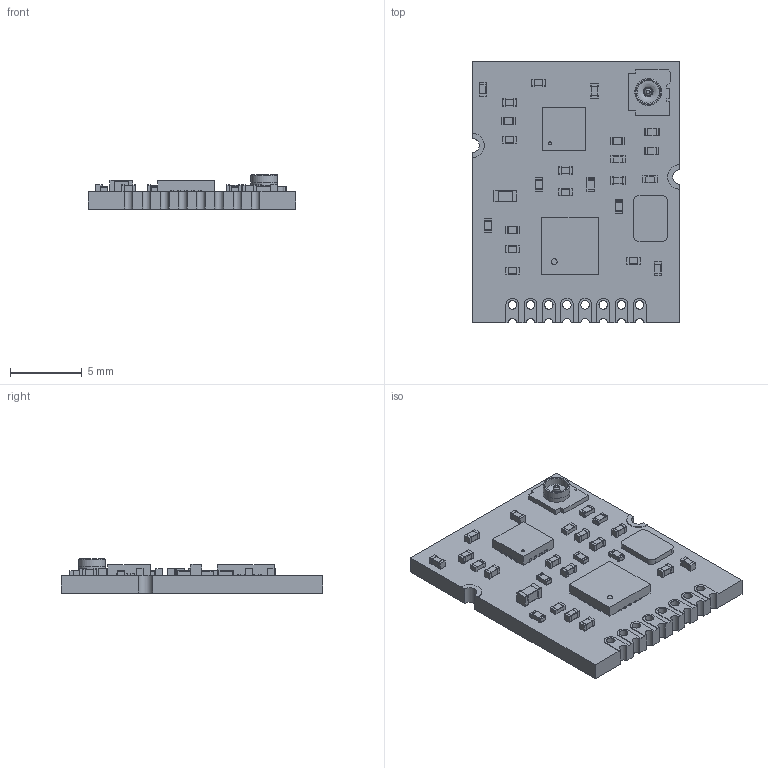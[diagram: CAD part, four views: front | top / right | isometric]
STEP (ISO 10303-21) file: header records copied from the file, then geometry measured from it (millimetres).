
FILE_DESCRIPTION(/* description */ (''),/* implementation_level */ '2;1');
FILE_NAME(/* name */ 'NRF24L01+_GT-24-mini.step',/* time_stamp */ '2026-03-05T11:26:22+03:00',/* author */ (''),/* organization */ (''),/* preprocessor_version */ 'ST-DEVELOPER v20.1',/* originating_system */ 'Autodesk Translation Framework v14.24.0.0',/* authorisation */ '');
FILE_SCHEMA (('AUTOMOTIVE_DESIGN { 1 0 10303 214 3 1 1 }'));
Length unit declared in the file: millimetre
Products named in the file (9): NRF24L01+ GT-24 mini; Components; C_0603_1608Metric; QFN_20_1EP_4x4mm_P05mm; QFN-16-1EP_3x3mm_P0.5mm_EP1.7x1.7mm; R_0402_1005Metric; C_0402_1005Metric; UFL connector; Crystal
Assembly tree (29 placements, depth 3):
  NRF24L01+ GT-24 mini
    Components
      C_0603_1608Metric
      QFN_20_1EP_4x4mm_P05mm
      R_0402_1005Metric  x9
      C_0402_1005Metric  x14
      QFN-16-1EP_3x3mm_P0.5mm_EP1.7x1.7mm
      UFL connector
      Crystal
Bounding box: 14.5 x 18.3 x 2.39 mm (x, y, z)
Volume: 345.9 mm3; surface area: 821.3 mm2
Topology: 33 solids, 33 shells, 1017 faces, 2711 edges, 1794 vertices
Faces by surface type: plane 715, cylinder 292, torus 5, bspline 4, cone 1
Full cylindrical faces by diameter (mm): 0.2 x1, 0.4 x1, 0.456 x1, 0.459 x1, 0.6 x8, 1.621 x1, 1.84 x1, 1.858 x1, 1.872 x1
Entity records: 15316 total; most frequent: CARTESIAN_POINT 2929, ORIENTED_EDGE 2462, DIRECTION 2345, EDGE_CURVE 1231, LINE 1063, VECTOR 1063, VERTEX_POINT 818, AXIS2_PLACEMENT_3D 641
